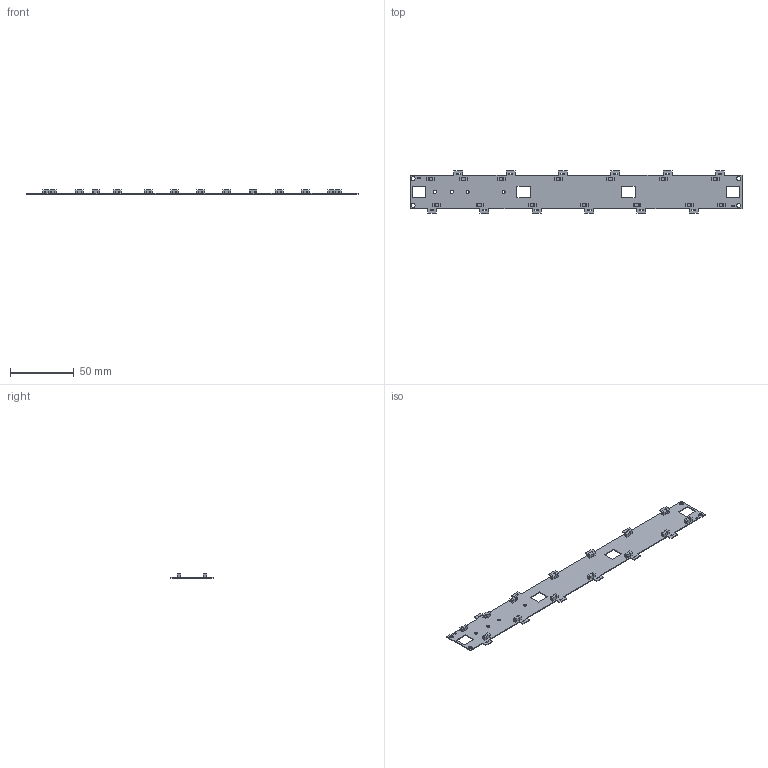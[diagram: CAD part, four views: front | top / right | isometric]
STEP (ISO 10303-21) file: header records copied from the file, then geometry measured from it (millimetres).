
FILE_DESCRIPTION(('Open CASCADE Model'),'2;1');
FILE_NAME('Open CASCADE Shape Model','2024-05-05T09:44:20',('Author'),( 'Open CASCADE'),'Open CASCADE STEP processor 7.5','Open CASCADE 7.5' ,'Unknown');
FILE_SCHEMA(('AUTOMOTIVE_DESIGN { 1 0 10303 214 1 1 1 1 }'));
Length unit declared in the file: millimetre
Products named in the file (19): PCB; Board; Open CASCADE STEP translator 7.5 1.1.1; F13; 6865267840; F0; 6865252160; F12; F11; F10; F9; F8; F7; F6; F5; F4; F3; F2; F1
Assembly tree (30 placements, depth 3):
  PCB
    Board
      Open CASCADE STEP translator 7.5 1.1.1
    F13
      6865267840
    F0
      6865252160
    F12
      6865267840
    F11
      6865267840
    F10
      6865267840
    F9
      6865267840
    F8
      6865267840
    F7
      6865267840
    F6
      6865267840
    F5
      6865267840
    F4
      6865267840
    F3
      6865267840
    F2
      6865252160
    F1
      6865252160
Bounding box: 260 x 33 x 3.32 mm (x, y, z)
Volume: 4719.7 mm3; surface area: 15417.5 mm2
Topology: 57 solids, 57 shells, 554 faces, 1292 edges, 824 vertices
Faces by surface type: plane 546, cylinder 8
Full cylindrical faces by diameter (mm): 2.41 x4, 3 x4
Entity records: 7038 total; most frequent: CARTESIAN_POINT 1093, ORIENTED_EDGE 1048, DIRECTION 990, EDGE_CURVE 524, LINE 508, VECTOR 508, VERTEX_POINT 344, FACE_BOUND 246
